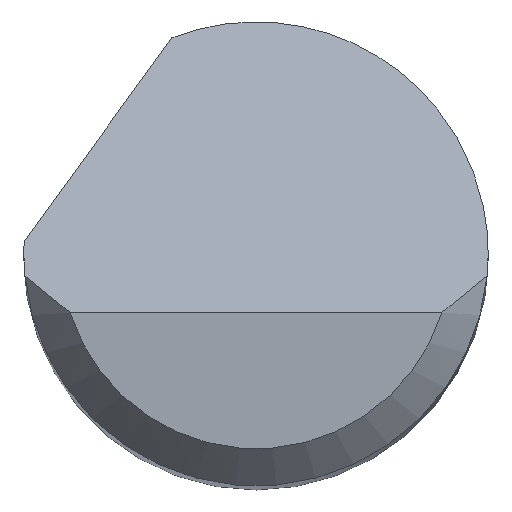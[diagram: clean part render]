
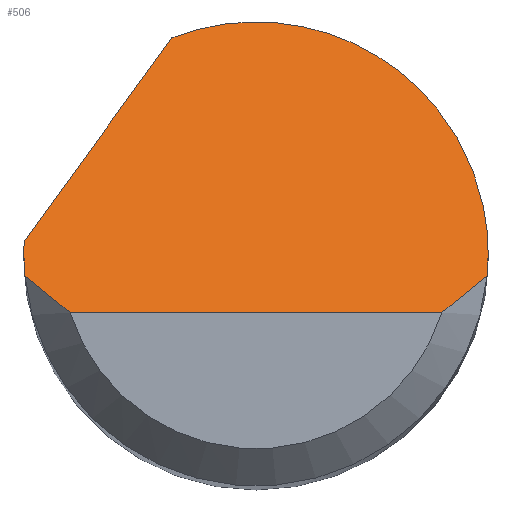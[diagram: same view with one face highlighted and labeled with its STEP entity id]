
A CAD part, top view. The second image highlights one B-rep face of the part: STEP entity #506.
In plain terms, the highlighted planar face has unit normal (0, 0.707, 0.707).
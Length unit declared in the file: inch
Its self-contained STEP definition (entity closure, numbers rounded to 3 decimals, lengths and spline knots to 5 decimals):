
#14 = CARTESIAN_POINT ( 'NONE',  ( 0.09334, -0.00875, 1.485 ) ) ;
#49 = CARTESIAN_POINT ( 'NONE',  ( 0.09375, 0., 1.47625 ) ) ;
#63 = EDGE_CURVE ( 'NONE', #613, #1033, #437, .T. ) ;
#64 = CARTESIAN_POINT ( 'NONE',  ( 0., -0.02375, 1.5 ) ) ;
#78 = LINE ( 'NONE', #64, #870 ) ;
#86 = CARTESIAN_POINT ( 'NONE',  ( -0.09334, -0.00875, 1.485 ) ) ;
#109 = CARTESIAN_POINT ( 'NONE',  ( -0.09375, 0., 1.47625 ) ) ;
#118 = CARTESIAN_POINT ( 'NONE',  ( 0.09375, -0.00292, 1.47917 ) ) ;
#154 = EDGE_CURVE ( 'NONE', #450, #1031, #891, .T. ) ;
#189 =( BOUNDED_CURVE ( )  B_SPLINE_CURVE ( 3, ( #514, #118, #603, #416 ),
 .UNSPECIFIED., .F., .F. ) 
 B_SPLINE_CURVE_WITH_KNOTS ( ( 4, 4 ),
 ( 1.5708, 1.66427 ),
 .UNSPECIFIED. ) 
 CURVE ( )  GEOMETRIC_REPRESENTATION_ITEM ( )  RATIONAL_B_SPLINE_CURVE ( ( 1., 0.999, 0.999, 1. ) ) 
 REPRESENTATION_ITEM ( '' )  );
#222 = CARTESIAN_POINT ( 'NONE',  ( -0.09362, 0.005, 1.47125 ) ) ;
#280 = ORIENTED_EDGE ( 'NONE', *, *, #154, .F. ) ;
#285 = ORIENTED_EDGE ( 'NONE', *, *, #63, .T. ) ;
#307 = CARTESIAN_POINT ( 'NONE',  ( -0.09375, 0.00167, 1.47458 ) ) ;
#370 = DIRECTION ( 'NONE',  ( 1., 0., 0. ) ) ;
#377 = CARTESIAN_POINT ( 'NONE',  ( -0.09362, 0.005, 1.47125 ) ) ;
#384 = CARTESIAN_POINT ( 'NONE',  ( -0.11014, -0.01781, 1.49406 ) ) ;
#385 = VERTEX_POINT ( 'NONE', #1183 ) ;
#408 = CARTESIAN_POINT ( 'NONE',  ( 0.07508, -0.02375, 1.5 ) ) ;
#416 = CARTESIAN_POINT ( 'NONE',  ( 0.09334, -0.00875, 1.485 ) ) ;
#420 = CARTESIAN_POINT ( 'NONE',  ( -0.09375, 0., 1.47625 ) ) ;
#437 = B_SPLINE_CURVE_WITH_KNOTS ( 'NONE', 3,
 ( #663, #770, #553, #648 ),
 .UNSPECIFIED., .F., .F.,
 ( 4, 4 ),
 ( 0., 0.00071 ),
 .UNSPECIFIED. ) ;
#441 = CARTESIAN_POINT ( 'NONE',  ( -0.07508, -0.02375, 1.5 ) ) ;
#450 = VERTEX_POINT ( 'NONE', #486 ) ;
#485 = CARTESIAN_POINT ( 'NONE',  ( 0.09375, 0., 1.47625 ) ) ;
#486 = CARTESIAN_POINT ( 'NONE',  ( -0.03394, 0.08739, 1.38886 ) ) ;
#506 = ADVANCED_FACE ( 'NONE', ( #1153 ), #854, .F. ) ;
#514 = CARTESIAN_POINT ( 'NONE',  ( 0.09375, 0., 1.47625 ) ) ;
#531 = EDGE_CURVE ( 'NONE', #1033, #927, #78, .T. ) ;
#540 = VERTEX_POINT ( 'NONE', #377 ) ;
#553 = CARTESIAN_POINT ( 'NONE',  ( -0.08157, -0.019, 1.49525 ) ) ;
#572 = DIRECTION ( 'NONE',  ( 0.456, 0.629, -0.629 ) ) ;
#580 =( BOUNDED_CURVE ( )  B_SPLINE_CURVE ( 3, ( #109, #307, #585, #222 ),
 .UNSPECIFIED., .F., .T. ) 
 B_SPLINE_CURVE_WITH_KNOTS ( ( 4, 4 ),
 ( 4.71239, 4.76575 ),
 .UNSPECIFIED. ) 
 CURVE ( )  GEOMETRIC_REPRESENTATION_ITEM ( )  RATIONAL_B_SPLINE_CURVE ( ( 1., 1., 1., 1. ) ) 
 REPRESENTATION_ITEM ( '' )  );
#582 = CARTESIAN_POINT ( 'NONE',  ( 0.09375, 0.07266, 1.40359 ) ) ;
#585 = CARTESIAN_POINT ( 'NONE',  ( -0.09371, 0.00333, 1.47292 ) ) ;
#603 = CARTESIAN_POINT ( 'NONE',  ( 0.09361, -0.00584, 1.48209 ) ) ;
#613 = VERTEX_POINT ( 'NONE', #86 ) ;
#623 = CARTESIAN_POINT ( 'NONE',  ( -0.09375, 0., 1.47625 ) ) ;
#632 = EDGE_CURVE ( 'NONE', #540, #450, #1071, .T. ) ;
#648 = CARTESIAN_POINT ( 'NONE',  ( -0.07508, -0.02375, 1.5 ) ) ;
#663 = CARTESIAN_POINT ( 'NONE',  ( -0.09334, -0.00875, 1.485 ) ) ;
#679 = CARTESIAN_POINT ( 'NONE',  ( -0.03394, 0.08739, 1.38886 ) ) ;
#702 = CARTESIAN_POINT ( 'NONE',  ( 0.08761, -0.01397, 1.49022 ) ) ;
#712 =( BOUNDED_CURVE ( )  B_SPLINE_CURVE ( 3, ( #1182, #805, #898, #420 ),
 .UNSPECIFIED., .F., .F. ) 
 B_SPLINE_CURVE_WITH_KNOTS ( ( 4, 4 ),
 ( 4.61892, 4.71239 ),
 .UNSPECIFIED. ) 
 CURVE ( )  GEOMETRIC_REPRESENTATION_ITEM ( )  RATIONAL_B_SPLINE_CURVE ( ( 1., 0.999, 0.999, 1. ) ) 
 REPRESENTATION_ITEM ( '' )  );
#724 = ORIENTED_EDGE ( 'NONE', *, *, #632, .F. ) ;
#736 = CARTESIAN_POINT ( 'NONE',  ( -0.09375, -0.02375, 1.5 ) ) ;
#742 = DIRECTION ( 'NONE',  ( 0., -0.707, -0.707 ) ) ;
#759 = DIRECTION ( 'NONE',  ( 0., 0.707, -0.707 ) ) ;
#770 = CARTESIAN_POINT ( 'NONE',  ( -0.08761, -0.01397, 1.49022 ) ) ;
#805 = CARTESIAN_POINT ( 'NONE',  ( -0.09361, -0.00584, 1.48209 ) ) ;
#807 = AXIS2_PLACEMENT_3D ( 'NONE', #736, #742, #759 ) ;
#808 = EDGE_CURVE ( 'NONE', #613, #1042, #712, .T. ) ;
#823 = VECTOR ( 'NONE', #572, 39.37008 ) ;
#854 = PLANE ( 'NONE',  #807 ) ;
#870 = VECTOR ( 'NONE', #370, 39.37008 ) ;
#883 = EDGE_CURVE ( 'NONE', #927, #385, #900, .T. ) ;
#891 =( BOUNDED_CURVE ( )  B_SPLINE_CURVE ( 3, ( #679, #971, #582, #485 ),
 .UNSPECIFIED., .F., .T. ) 
 B_SPLINE_CURVE_WITH_KNOTS ( ( 4, 4 ),
 ( 5.91277, 7.85398 ),
 .UNSPECIFIED. ) 
 CURVE ( )  GEOMETRIC_REPRESENTATION_ITEM ( )  RATIONAL_B_SPLINE_CURVE ( ( 1., 0.71, 0.71, 1. ) ) 
 REPRESENTATION_ITEM ( '' )  );
#898 = CARTESIAN_POINT ( 'NONE',  ( -0.09375, -0.00292, 1.47917 ) ) ;
#900 = B_SPLINE_CURVE_WITH_KNOTS ( 'NONE', 3,
 ( #903, #1194, #702, #14 ),
 .UNSPECIFIED., .F., .F.,
 ( 4, 4 ),
 ( 0., 0.00071 ),
 .UNSPECIFIED. ) ;
#903 = CARTESIAN_POINT ( 'NONE',  ( 0.07508, -0.02375, 1.5 ) ) ;
#904 = ORIENTED_EDGE ( 'NONE', *, *, #883, .T. ) ;
#912 = EDGE_CURVE ( 'NONE', #1031, #385, #189, .T. ) ;
#927 = VERTEX_POINT ( 'NONE', #408 ) ;
#971 = CARTESIAN_POINT ( 'NONE',  ( 0.03379, 0.11369, 1.36256 ) ) ;
#1006 = ORIENTED_EDGE ( 'NONE', *, *, #912, .F. ) ;
#1031 = VERTEX_POINT ( 'NONE', #49 ) ;
#1033 = VERTEX_POINT ( 'NONE', #441 ) ;
#1042 = VERTEX_POINT ( 'NONE', #623 ) ;
#1052 = EDGE_LOOP ( 'NONE', ( #1131, #904, #1006, #280, #724, #1215, #1219, #285 ) ) ;
#1071 = LINE ( 'NONE', #384, #823 ) ;
#1131 = ORIENTED_EDGE ( 'NONE', *, *, #531, .T. ) ;
#1153 = FACE_OUTER_BOUND ( 'NONE', #1052, .T. ) ;
#1182 = CARTESIAN_POINT ( 'NONE',  ( -0.09334, -0.00875, 1.485 ) ) ;
#1183 = CARTESIAN_POINT ( 'NONE',  ( 0.09334, -0.00875, 1.485 ) ) ;
#1194 = CARTESIAN_POINT ( 'NONE',  ( 0.08157, -0.019, 1.49525 ) ) ;
#1215 = ORIENTED_EDGE ( 'NONE', *, *, #1259, .F. ) ;
#1219 = ORIENTED_EDGE ( 'NONE', *, *, #808, .F. ) ;
#1259 = EDGE_CURVE ( 'NONE', #1042, #540, #580, .T. ) ;
